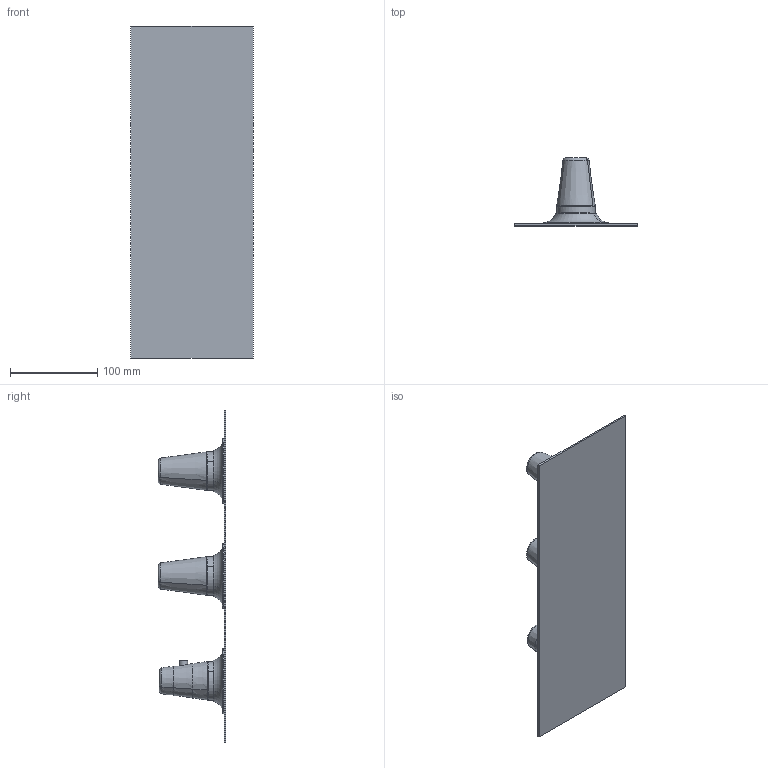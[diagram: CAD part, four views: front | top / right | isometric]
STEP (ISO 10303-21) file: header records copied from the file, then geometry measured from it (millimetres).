
FILE_DESCRIPTION(('CATIA V5 STEP Exchange'),'2;1');
FILE_NAME('VI 01V20 0 ThermoInc. orizz. 2 usc. - collettore.stp','2018-11-19T09:53:30+00:00',('none'),('none'),'Version 5-6 Release 2013','CATIA V5 STEP AP203','none');
FILE_SCHEMA(('CONFIG_CONTROL_DESIGN'));
Length unit declared in the file: millimetre
Products named in the file (1): VI 01V20 0
Bounding box: 140 x 77.65 x 380 mm (x, y, z)
Volume: 410589.4 mm3; surface area: 144946.8 mm2
Topology: 1 solids, 4 shells, 139 faces, 297 edges, 176 vertices
Faces by surface type: torus 50, cone 43, cylinder 24, plane 22
Entity records: 3469 total; most frequent: CARTESIAN_POINT 604, ORIENTED_EDGE 594, DIRECTION 499, AXIS2_PLACEMENT_3D 319, EDGE_CURVE 297, CIRCLE 216, VERTEX_POINT 176, EDGE_LOOP 155
